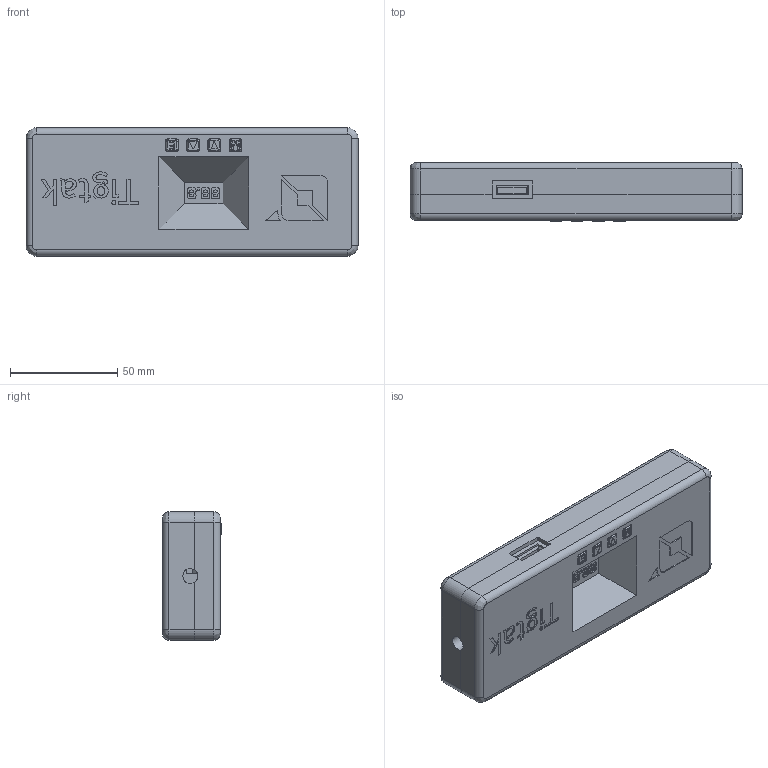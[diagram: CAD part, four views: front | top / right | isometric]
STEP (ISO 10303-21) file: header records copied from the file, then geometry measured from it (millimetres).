
FILE_DESCRIPTION((''),'2;1');
FILE_NAME('3DDY-GZX-2022-03-22-01_ASM','2022-03-29T',('Administrator'),(''),'PRO/ENGINEER BY PARAMETRIC TECHNOLOGY CORPORATION, 2010480','PRO/ENGINEER BY PARAMETRIC TECHNOLOGY CORPORATION, 2010480','');
FILE_SCHEMA(('CONFIG_CONTROL_DESIGN'));
Length unit declared in the file: millimetre
Products named in the file (10): 3DDY-GZX-2022-03-22-01; 3DDY-GZX-2022-03-11-17; 3DDY-GZX-2022-03-22-02; 3DDY-GZX-2022-03-22-03; 3DDY-GZX-2022-03-22-04; 3DDY-GZX-2022-03-22-05; 3DDY-GZX-2022-03-22-06; 3DDY-GZX-2022-03-22-07; 3DDY-GZX-2022-03-22-03_ASM; 3DDY-GZX-2022-03-22-01_ASM
Assembly tree (10 placements, depth 3):
  3DDY-GZX-2022-03-22-01_ASM
    3DDY-GZX-2022-03-22-01
    3DDY-GZX-2022-03-11-17
    3DDY-GZX-2022-03-22-02  x2
    3DDY-GZX-2022-03-22-03_ASM
      3DDY-GZX-2022-03-22-03
      3DDY-GZX-2022-03-22-04
      3DDY-GZX-2022-03-22-05
      3DDY-GZX-2022-03-22-06
      3DDY-GZX-2022-03-22-07
Bounding box: 155 x 27.5 x 60 mm (x, y, z)
Volume: 111243.3 mm3; surface area: 83003.5 mm2
Topology: 9 solids, 9 shells, 1126 faces, 2901 edges, 1888 vertices
Faces by surface type: plane 579, cylinder 310, extrusion 165, cone 32, torus 28, bspline 12
Entity records: 34611 total; most frequent: CARTESIAN_POINT 7393, ORIENTED_EDGE 5706, DIRECTION 5290, EDGE_CURVE 2853, VECTOR 1982, VERTEX_POINT 1856, LINE 1817, AXIS2_PLACEMENT_3D 1654
